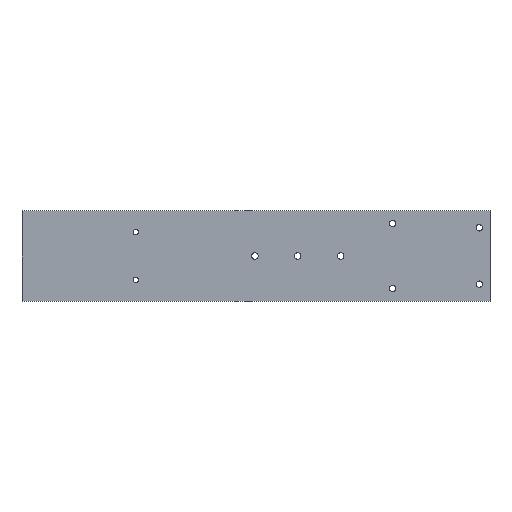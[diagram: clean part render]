
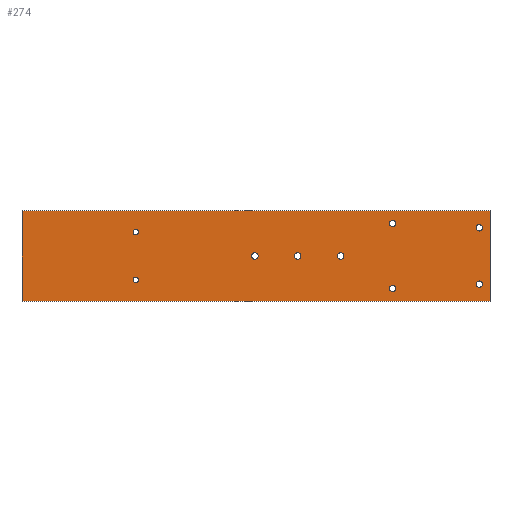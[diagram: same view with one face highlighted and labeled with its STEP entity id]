
A CAD part, top view. The second image highlights one B-rep face of the part: STEP entity #274.
In plain terms, the highlighted planar face has unit normal (0, 0, 1).
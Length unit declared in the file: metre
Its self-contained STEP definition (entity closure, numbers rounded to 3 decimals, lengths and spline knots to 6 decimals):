
#21=CIRCLE('',#310,0.0015);
#22=CIRCLE('',#311,0.0015);
#23=CIRCLE('',#312,0.0015);
#24=CIRCLE('',#313,0.0015);
#25=CIRCLE('',#314,0.0015);
#26=CIRCLE('',#315,0.0015);
#27=CIRCLE('',#316,0.0015);
#28=CIRCLE('',#317,0.00125);
#29=CIRCLE('',#318,0.00125);
#56=ORIENTED_EDGE('',*,*,#112,.F.);
#57=ORIENTED_EDGE('',*,*,#113,.F.);
#58=ORIENTED_EDGE('',*,*,#114,.F.);
#59=ORIENTED_EDGE('',*,*,#115,.F.);
#60=ORIENTED_EDGE('',*,*,#116,.F.);
#61=ORIENTED_EDGE('',*,*,#117,.F.);
#62=ORIENTED_EDGE('',*,*,#118,.F.);
#63=ORIENTED_EDGE('',*,*,#119,.F.);
#64=ORIENTED_EDGE('',*,*,#120,.F.);
#65=ORIENTED_EDGE('',*,*,#102,.F.);
#66=ORIENTED_EDGE('',*,*,#106,.T.);
#67=ORIENTED_EDGE('',*,*,#109,.T.);
#68=ORIENTED_EDGE('',*,*,#111,.F.);
#102=EDGE_CURVE('',#132,#133,#158,.T.);
#106=EDGE_CURVE('',#132,#135,#162,.T.);
#109=EDGE_CURVE('',#135,#137,#165,.T.);
#111=EDGE_CURVE('',#133,#137,#167,.T.);
#112=EDGE_CURVE('',#138,#138,#21,.T.);
#113=EDGE_CURVE('',#139,#139,#22,.T.);
#114=EDGE_CURVE('',#140,#140,#23,.T.);
#115=EDGE_CURVE('',#141,#141,#24,.T.);
#116=EDGE_CURVE('',#142,#142,#25,.T.);
#117=EDGE_CURVE('',#143,#143,#26,.T.);
#118=EDGE_CURVE('',#144,#144,#27,.T.);
#119=EDGE_CURVE('',#145,#145,#28,.T.);
#120=EDGE_CURVE('',#146,#146,#29,.T.);
#132=VERTEX_POINT('',#424);
#133=VERTEX_POINT('',#426);
#135=VERTEX_POINT('',#432);
#137=VERTEX_POINT('',#438);
#138=VERTEX_POINT('',#445);
#139=VERTEX_POINT('',#447);
#140=VERTEX_POINT('',#449);
#141=VERTEX_POINT('',#451);
#142=VERTEX_POINT('',#453);
#143=VERTEX_POINT('',#455);
#144=VERTEX_POINT('',#457);
#145=VERTEX_POINT('',#459);
#146=VERTEX_POINT('',#461);
#158=LINE('',#425,#170);
#162=LINE('',#433,#174);
#165=LINE('',#439,#177);
#167=LINE('',#442,#179);
#170=VECTOR('',#344,1.);
#174=VECTOR('',#350,1.);
#177=VECTOR('',#355,1.);
#179=VECTOR('',#359,1.);
#184=EDGE_LOOP('',(#56));
#185=EDGE_LOOP('',(#57));
#186=EDGE_LOOP('',(#58));
#187=EDGE_LOOP('',(#59));
#188=EDGE_LOOP('',(#60));
#189=EDGE_LOOP('',(#61));
#190=EDGE_LOOP('',(#62));
#191=EDGE_LOOP('',(#63));
#192=EDGE_LOOP('',(#64));
#193=EDGE_LOOP('',(#65,#66,#67,#68));
#226=FACE_BOUND('',#184,.T.);
#227=FACE_BOUND('',#185,.T.);
#228=FACE_BOUND('',#186,.T.);
#229=FACE_BOUND('',#187,.T.);
#230=FACE_BOUND('',#188,.T.);
#231=FACE_BOUND('',#189,.T.);
#232=FACE_BOUND('',#190,.T.);
#233=FACE_BOUND('',#191,.T.);
#234=FACE_BOUND('',#192,.T.);
#235=FACE_BOUND('',#193,.T.);
#268=PLANE('',#309);
#274=ADVANCED_FACE('',(#226,#227,#228,#229,#230,#231,#232,#233,#234,#235),
#268,.T.);
#309=AXIS2_PLACEMENT_3D('',#443,#360,#361);
#310=AXIS2_PLACEMENT_3D('',#444,#362,#363);
#311=AXIS2_PLACEMENT_3D('',#446,#364,#365);
#312=AXIS2_PLACEMENT_3D('',#448,#366,#367);
#313=AXIS2_PLACEMENT_3D('',#450,#368,#369);
#314=AXIS2_PLACEMENT_3D('',#452,#370,#371);
#315=AXIS2_PLACEMENT_3D('',#454,#372,#373);
#316=AXIS2_PLACEMENT_3D('',#456,#374,#375);
#317=AXIS2_PLACEMENT_3D('',#458,#376,#377);
#318=AXIS2_PLACEMENT_3D('',#460,#378,#379);
#344=DIRECTION('',(-1.,0.,0.));
#350=DIRECTION('',(0.,1.,0.));
#355=DIRECTION('',(-1.,0.,0.));
#359=DIRECTION('',(0.,1.,0.));
#360=DIRECTION('',(0.,0.,1.));
#361=DIRECTION('',(1.,0.,0.));
#362=DIRECTION('',(0.,0.,1.));
#363=DIRECTION('',(1.,0.,0.));
#364=DIRECTION('',(0.,0.,1.));
#365=DIRECTION('',(1.,0.,0.));
#366=DIRECTION('',(0.,0.,1.));
#367=DIRECTION('',(1.,0.,0.));
#368=DIRECTION('',(0.,0.,1.));
#369=DIRECTION('',(1.,0.,0.));
#370=DIRECTION('',(0.,0.,1.));
#371=DIRECTION('',(1.,0.,0.));
#372=DIRECTION('',(0.,0.,1.));
#373=DIRECTION('',(1.,0.,0.));
#374=DIRECTION('',(0.,0.,1.));
#375=DIRECTION('',(1.,0.,0.));
#376=DIRECTION('',(0.,0.,1.));
#377=DIRECTION('',(1.,0.,0.));
#378=DIRECTION('',(0.,0.,1.));
#379=DIRECTION('',(1.,0.,0.));
#424=CARTESIAN_POINT('',(0.109075,-0.02115,0.0015));
#425=CARTESIAN_POINT('',(0.,-0.02115,0.0015));
#426=CARTESIAN_POINT('',(-0.109075,-0.02115,0.0015));
#432=CARTESIAN_POINT('',(0.109075,0.02115,0.0015));
#433=CARTESIAN_POINT('',(0.109075,0.,0.0015));
#438=CARTESIAN_POINT('',(-0.109075,0.02115,0.0015));
#439=CARTESIAN_POINT('',(0.,0.02115,0.0015));
#442=CARTESIAN_POINT('',(-0.109075,0.,0.0015));
#443=CARTESIAN_POINT('',(0.,0.,0.0015));
#444=CARTESIAN_POINT('',(0.039475,0.,0.0015));
#445=CARTESIAN_POINT('',(0.040975,0.,0.0015));
#446=CARTESIAN_POINT('',(0.019475,0.,0.0015));
#447=CARTESIAN_POINT('',(0.020975,0.,0.0015));
#448=CARTESIAN_POINT('',(-0.000525,0.,0.0015));
#449=CARTESIAN_POINT('',(0.000975,0.,0.0015));
#450=CARTESIAN_POINT('',(0.104075,0.01315,0.0015));
#451=CARTESIAN_POINT('',(0.105575,0.01315,0.0015));
#452=CARTESIAN_POINT('',(0.104075,-0.01315,0.0015));
#453=CARTESIAN_POINT('',(0.105575,-0.01315,0.0015));
#454=CARTESIAN_POINT('',(0.06375,-0.01515,0.0015));
#455=CARTESIAN_POINT('',(0.06525,-0.01515,0.0015));
#456=CARTESIAN_POINT('',(0.06375,0.01515,0.0015));
#457=CARTESIAN_POINT('',(0.06525,0.01515,0.0015));
#458=CARTESIAN_POINT('',(-0.056075,-0.01115,0.0015));
#459=CARTESIAN_POINT('',(-0.054825,-0.01115,0.0015));
#460=CARTESIAN_POINT('',(-0.056075,0.01115,0.0015));
#461=CARTESIAN_POINT('',(-0.054825,0.01115,0.0015));
